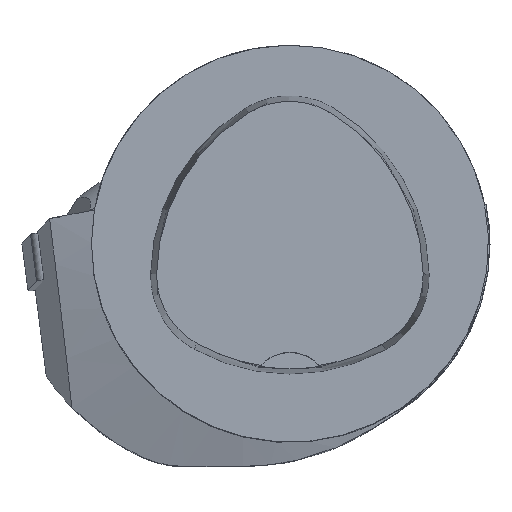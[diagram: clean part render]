
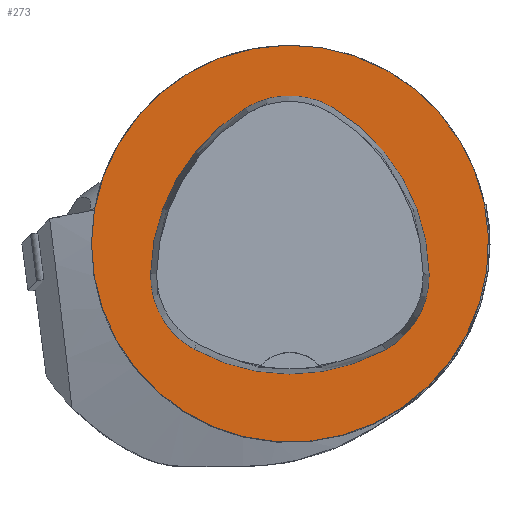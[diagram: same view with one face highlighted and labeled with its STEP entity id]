
A CAD part, top view. The second image highlights one B-rep face of the part: STEP entity #273.
In plain terms, the highlighted planar face has unit normal (0, 0, 1).
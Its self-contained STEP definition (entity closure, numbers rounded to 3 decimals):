
#273=ADVANCED_FACE('',(#689,#690),#349,.T.);
#349=PLANE('',#1881);
#689=FACE_BOUND('',#734,.T.);
#690=FACE_BOUND('',#735,.T.);
#734=EDGE_LOOP('',(#986,#987,#988,#989,#990,#991));
#735=EDGE_LOOP('',(#992));
#986=ORIENTED_EDGE('',*,*,#1563,.T.);
#987=ORIENTED_EDGE('',*,*,#1543,.T.);
#988=ORIENTED_EDGE('',*,*,#1547,.T.);
#989=ORIENTED_EDGE('',*,*,#1550,.T.);
#990=ORIENTED_EDGE('',*,*,#1553,.T.);
#991=ORIENTED_EDGE('',*,*,#1561,.T.);
#992=ORIENTED_EDGE('',*,*,#1517,.F.);
#1340=VERTEX_POINT('',#2717);
#1364=VERTEX_POINT('',#2793);
#1365=VERTEX_POINT('',#2794);
#1368=VERTEX_POINT('',#2802);
#1370=VERTEX_POINT('',#2808);
#1372=VERTEX_POINT('',#2814);
#1379=VERTEX_POINT('',#2835);
#1517=EDGE_CURVE('',#1340,#1340,#1686,.T.);
#1543=EDGE_CURVE('',#1364,#1365,#1688,.T.);
#1547=EDGE_CURVE('',#1365,#1368,#1690,.T.);
#1550=EDGE_CURVE('',#1368,#1370,#1692,.T.);
#1553=EDGE_CURVE('',#1370,#1372,#1694,.T.);
#1561=EDGE_CURVE('',#1372,#1379,#1698,.T.);
#1563=EDGE_CURVE('',#1379,#1364,#1700,.T.);
#1686=CIRCLE('',#1847,20.);
#1688=CIRCLE('',#1859,20.);
#1690=CIRCLE('',#1862,8.5);
#1692=CIRCLE('',#1865,20.);
#1694=CIRCLE('',#1868,8.5);
#1698=CIRCLE('',#1873,20.);
#1700=CIRCLE('',#1876,8.5);
#1847=AXIS2_PLACEMENT_3D('',#2716,#2127,#2128);
#1859=AXIS2_PLACEMENT_3D('',#2792,#2159,#2160);
#1862=AXIS2_PLACEMENT_3D('',#2801,#2167,#2168);
#1865=AXIS2_PLACEMENT_3D('',#2807,#2174,#2175);
#1868=AXIS2_PLACEMENT_3D('',#2813,#2181,#2182);
#1873=AXIS2_PLACEMENT_3D('',#2836,#2193,#2194);
#1876=AXIS2_PLACEMENT_3D('',#2839,#2199,#2200);
#1881=AXIS2_PLACEMENT_3D('',#2844,#2209,#2210);
#2127=DIRECTION('',(0.,0.,-1.));
#2128=DIRECTION('',(-1.,0.,0.));
#2159=DIRECTION('',(0.,0.,-1.));
#2160=DIRECTION('',(-1.,0.,0.));
#2167=DIRECTION('',(0.,0.,-1.));
#2168=DIRECTION('',(-1.,0.,0.));
#2174=DIRECTION('',(0.,0.,-1.));
#2175=DIRECTION('',(-1.,0.,0.));
#2181=DIRECTION('',(0.,0.,-1.));
#2182=DIRECTION('',(-1.,0.,0.));
#2193=DIRECTION('',(0.,0.,-1.));
#2194=DIRECTION('',(-1.,0.,0.));
#2199=DIRECTION('',(0.,0.,-1.));
#2200=DIRECTION('',(-1.,0.,0.));
#2209=DIRECTION('',(0.,0.,1.));
#2210=DIRECTION('',(1.,0.,0.));
#2716=CARTESIAN_POINT('',(0.,0.,0.));
#2717=CARTESIAN_POINT('',(-20.,0.,0.));
#2792=CARTESIAN_POINT('',(5.955,-3.414,0.));
#2793=CARTESIAN_POINT('',(-14.041,-3.042,0.));
#2794=CARTESIAN_POINT('',(-4.472,13.653,0.));
#2801=CARTESIAN_POINT('',(-0.04,6.4,0.));
#2802=CARTESIAN_POINT('',(4.347,13.68,0.));
#2807=CARTESIAN_POINT('',(-5.976,-3.45,0.));
#2808=CARTESIAN_POINT('',(14.021,-3.075,0.));
#2813=CARTESIAN_POINT('',(5.522,-3.235,0.));
#2814=CARTESIAN_POINT('',(9.588,-10.699,0.));
#2835=CARTESIAN_POINT('',(-9.655,-10.639,0.));
#2836=CARTESIAN_POINT('',(0.022,6.864,0.));
#2839=CARTESIAN_POINT('',(-5.543,-3.2,0.));
#2844=CARTESIAN_POINT('',(0.,0.,0.));
